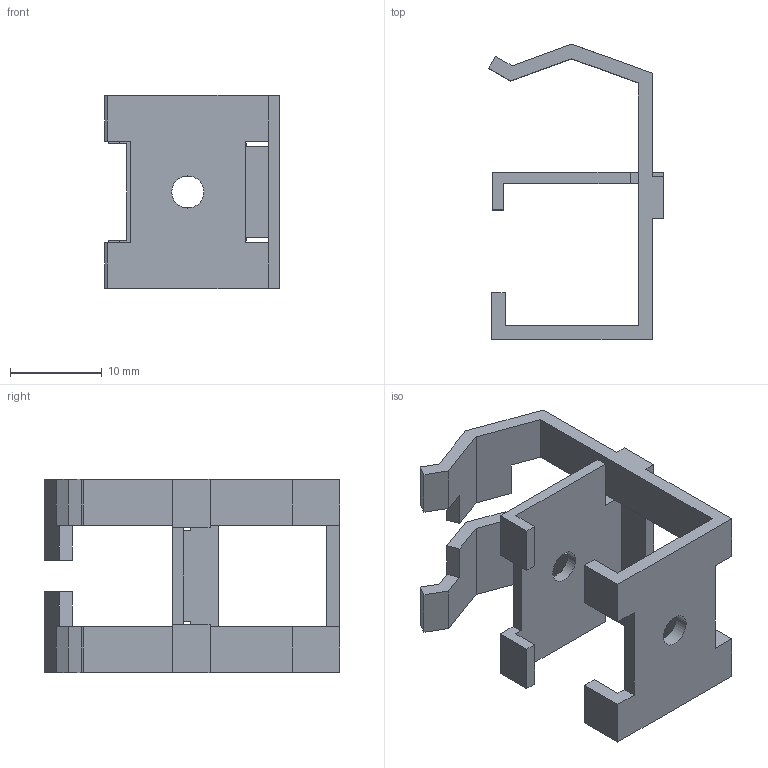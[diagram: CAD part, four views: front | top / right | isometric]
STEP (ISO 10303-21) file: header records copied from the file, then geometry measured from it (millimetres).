
FILE_DESCRIPTION(('SolidDesigner STEP Export'),'2;1');
FILE_NAME('17369_0_SAB_13,5_slim.stp','2011-03-11T12:45:18',(''),(''),'CoCreate Modeling STEP processor for AP214 (Solid Model)','CoCreate Modeling 16.00A 16-Aug-2008 (C) Parametric Technology GmbH','');
FILE_SCHEMA(('AUTOMOTIVE_DESIGN { 1 0 10303 214 1 1 1 1 }'));
Length unit declared in the file: millimetre
Products named in the file (2): 17369_0_SAB_13,5_slim
Assembly tree (1 placements, depth 2):
  17369_0_SAB_13,5_slim
    17369_0_SAB_13,5_slim
Bounding box: 19 x 32.16 x 21 mm (x, y, z)
Volume: 1806.2 mm3; surface area: 3126.7 mm2
Topology: 1 solids, 1 shells, 74 faces, 218 edges, 144 vertices
Faces by surface type: plane 70, cylinder 4
Entity records: 2881 total; most frequent: ORIENTED_EDGE 436, CARTESIAN_POINT 398, DIRECTION 312, EDGE_CURVE 218, VECTOR 196, LINE 196, VERTEX_POINT 144, EDGE_LOOP 78
